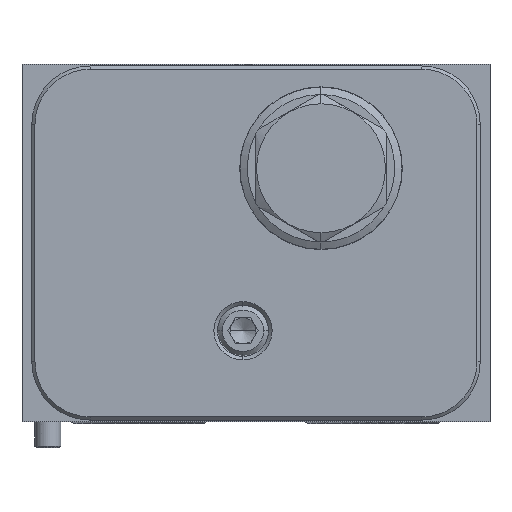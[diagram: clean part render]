
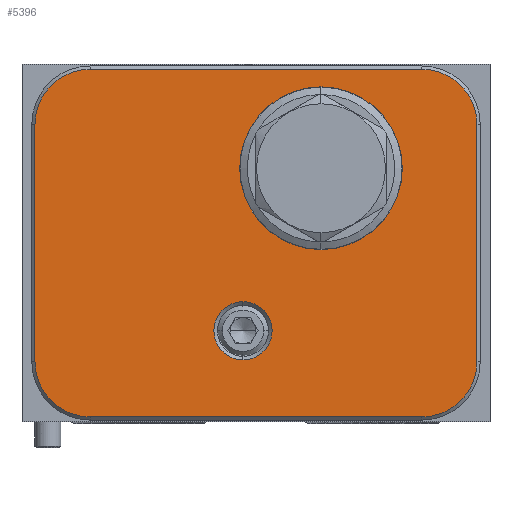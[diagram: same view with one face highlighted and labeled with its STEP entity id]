
A CAD part, front view. The second image highlights one B-rep face of the part: STEP entity #5396.
In plain terms, the highlighted planar face has unit normal (0, -1, 0).
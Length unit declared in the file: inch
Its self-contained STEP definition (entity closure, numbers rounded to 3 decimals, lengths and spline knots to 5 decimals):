
#799=CARTESIAN_POINT('',(3.844,-6.125,2.859));
#800=DIRECTION('',(0.,1.,0.));
#801=DIRECTION('',(0.,0.,1.));
#802=AXIS2_PLACEMENT_3D('',#799,#800,#801);
#813=CARTESIAN_POINT('',(2.125,-6.125,0.875));
#814=DIRECTION('',(0.,1.,0.));
#815=DIRECTION('',(0.,0.,-1.));
#816=AXIS2_PLACEMENT_3D('',#813,#814,#815);
#818=CARTESIAN_POINT('',(2.125,-6.125,0.875));
#819=DIRECTION('',(0.,1.,0.));
#820=DIRECTION('',(0.,0.,1.));
#821=AXIS2_PLACEMENT_3D('',#818,#819,#820);
#823=CARTESIAN_POINT('',(2.875,-6.125,2.438));
#824=DIRECTION('',(0.,1.,0.));
#825=DIRECTION('',(0.,0.,-1.));
#826=AXIS2_PLACEMENT_3D('',#823,#824,#825);
#828=CARTESIAN_POINT('',(2.875,-6.125,2.438));
#829=DIRECTION('',(0.,1.,0.));
#830=DIRECTION('',(0.,0.,1.));
#831=AXIS2_PLACEMENT_3D('',#828,#829,#830);
#2967=DIRECTION('',(0.,0.,-1.));
#2968=VECTOR('',#2967,2.281);
#2969=CARTESIAN_POINT('',(4.375,-6.125,2.859));
#2970=LINE('',#2969,#2968);
#2987=CARTESIAN_POINT('',(3.844,-6.125,0.578));
#2988=DIRECTION('',(0.,1.,0.));
#2989=DIRECTION('',(1.,0.,0.));
#2990=AXIS2_PLACEMENT_3D('',#2987,#2988,#2989);
#3005=DIRECTION('',(-1.,0.,0.));
#3006=VECTOR('',#3005,3.188);
#3007=CARTESIAN_POINT('',(3.844,-6.125,0.047));
#3008=LINE('',#3007,#3006);
#3021=CARTESIAN_POINT('',(0.656,-6.125,0.578));
#3022=DIRECTION('',(0.,1.,0.));
#3023=DIRECTION('',(0.,0.,-1.));
#3024=AXIS2_PLACEMENT_3D('',#3021,#3022,#3023);
#3035=DIRECTION('',(0.,0.,1.));
#3036=VECTOR('',#3035,2.281);
#3037=CARTESIAN_POINT('',(0.125,-6.125,0.578));
#3038=LINE('',#3037,#3036);
#3055=CARTESIAN_POINT('',(0.656,-6.125,2.859));
#3056=DIRECTION('',(0.,1.,0.));
#3057=DIRECTION('',(-1.,0.,0.));
#3058=AXIS2_PLACEMENT_3D('',#3055,#3056,#3057);
#3069=DIRECTION('',(1.,0.,0.));
#3070=VECTOR('',#3069,3.188);
#3071=CARTESIAN_POINT('',(0.656,-6.125,3.39));
#3072=LINE('',#3071,#3070);
#4681=CARTESIAN_POINT('',(2.125,-6.125,0.595));
#4682=CARTESIAN_POINT('',(2.125,-6.125,1.155));
#4683=VERTEX_POINT('',#4681);
#4684=VERTEX_POINT('',#4682);
#4733=CARTESIAN_POINT('',(2.875,-6.125,1.656));
#4734=CARTESIAN_POINT('',(2.875,-6.125,3.22));
#4735=VERTEX_POINT('',#4733);
#4736=VERTEX_POINT('',#4734);
#4778=CARTESIAN_POINT('',(3.844,-6.125,0.047));
#4779=CARTESIAN_POINT('',(0.656,-6.125,0.047));
#4780=VERTEX_POINT('',#4778);
#4781=VERTEX_POINT('',#4779);
#4786=CARTESIAN_POINT('',(0.125,-6.125,0.578));
#4787=VERTEX_POINT('',#4786);
#4790=CARTESIAN_POINT('',(0.125,-6.125,2.859));
#4791=VERTEX_POINT('',#4790);
#4794=CARTESIAN_POINT('',(0.656,-6.125,3.39));
#4795=VERTEX_POINT('',#4794);
#4798=CARTESIAN_POINT('',(3.844,-6.125,3.39));
#4799=VERTEX_POINT('',#4798);
#4802=CARTESIAN_POINT('',(4.375,-6.125,2.859));
#4803=VERTEX_POINT('',#4802);
#4806=CARTESIAN_POINT('',(4.375,-6.125,0.578));
#4807=VERTEX_POINT('',#4806);
#5362=CARTESIAN_POINT('',(0.,-6.125,0.));
#5363=DIRECTION('',(0.,-1.,0.));
#5364=DIRECTION('',(1.,0.,0.));
#5365=AXIS2_PLACEMENT_3D('',#5362,#5363,#5364);
#5366=PLANE('',#5365);
#5367=ORIENTED_EDGE('',*,*,#5352,.T.);
#5369=ORIENTED_EDGE('',*,*,#5368,.T.);
#5371=ORIENTED_EDGE('',*,*,#5370,.T.);
#5373=ORIENTED_EDGE('',*,*,#5372,.T.);
#5375=ORIENTED_EDGE('',*,*,#5374,.T.);
#5377=ORIENTED_EDGE('',*,*,#5376,.T.);
#5379=ORIENTED_EDGE('',*,*,#5378,.T.);
#5381=ORIENTED_EDGE('',*,*,#5380,.T.);
#5382=EDGE_LOOP('',(#5367,#5369,#5371,#5373,#5375,#5377,#5379,#5381));
#5383=FACE_OUTER_BOUND('',#5382,.F.);
#5385=ORIENTED_EDGE('',*,*,#5384,.F.);
#5387=ORIENTED_EDGE('',*,*,#5386,.F.);
#5388=EDGE_LOOP('',(#5385,#5387));
#5389=FACE_BOUND('',#5388,.F.);
#5391=ORIENTED_EDGE('',*,*,#5390,.F.);
#5393=ORIENTED_EDGE('',*,*,#5392,.F.);
#5394=EDGE_LOOP('',(#5391,#5393));
#5395=FACE_BOUND('',#5394,.F.);
#5396=ADVANCED_FACE('',(#5383,#5389,#5395),#5366,.T.);
#803=CIRCLE('',#802,0.531);
#817=CIRCLE('',#816,0.28);
#822=CIRCLE('',#821,0.28);
#827=CIRCLE('',#826,0.782);
#832=CIRCLE('',#831,0.782);
#2991=CIRCLE('',#2990,0.531);
#3025=CIRCLE('',#3024,0.531);
#3059=CIRCLE('',#3058,0.531);
#5352=EDGE_CURVE('',#4799,#4803,#803,.T.);
#5368=EDGE_CURVE('',#4803,#4807,#2970,.T.);
#5370=EDGE_CURVE('',#4807,#4780,#2991,.T.);
#5372=EDGE_CURVE('',#4780,#4781,#3008,.T.);
#5374=EDGE_CURVE('',#4781,#4787,#3025,.T.);
#5376=EDGE_CURVE('',#4787,#4791,#3038,.T.);
#5378=EDGE_CURVE('',#4791,#4795,#3059,.T.);
#5380=EDGE_CURVE('',#4795,#4799,#3072,.T.);
#5384=EDGE_CURVE('',#4735,#4736,#827,.T.);
#5386=EDGE_CURVE('',#4736,#4735,#832,.T.);
#5390=EDGE_CURVE('',#4683,#4684,#817,.T.);
#5392=EDGE_CURVE('',#4684,#4683,#822,.T.);
